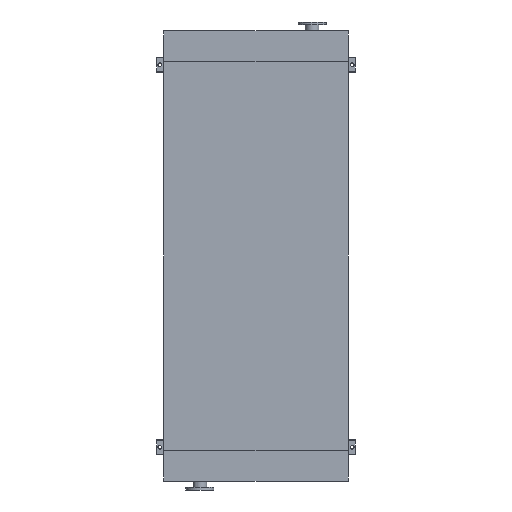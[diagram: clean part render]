
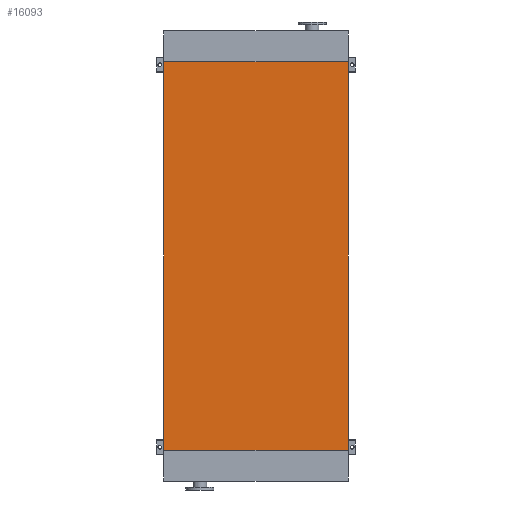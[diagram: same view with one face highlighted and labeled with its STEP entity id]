
A CAD part, front view. The second image highlights one B-rep face of the part: STEP entity #16093.
In plain terms, the highlighted planar face has unit normal (0, -1, 0).
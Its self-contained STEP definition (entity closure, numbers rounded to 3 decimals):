
#540 = EDGE_CURVE ( 'NONE', #2366, #7137, #10911, .T. ) ;
#712 = DIRECTION ( 'NONE',  ( 1., 0., 0. ) ) ;
#743 = DIRECTION ( 'NONE',  ( 0., 0., 1. ) ) ;
#774 = CARTESIAN_POINT ( 'NONE',  ( -725., 0., -3050. ) ) ;
#980 = CARTESIAN_POINT ( 'NONE',  ( -725., 0., 0. ) ) ;
#996 = EDGE_CURVE ( 'NONE', #4897, #7137, #17834, .T. ) ;
#1432 = EDGE_CURVE ( 'NONE', #12053, #2366, #10038, .T. ) ;
#1987 = ORIENTED_EDGE ( 'NONE', *, *, #1432, .T. ) ;
#2365 = CARTESIAN_POINT ( 'NONE',  ( -725., 0., -3050. ) ) ;
#2366 = VERTEX_POINT ( 'NONE', #5526 ) ;
#2523 = DIRECTION ( 'NONE',  ( 1., 0., 0. ) ) ;
#2967 = DIRECTION ( 'NONE',  ( 0., 0., -1. ) ) ;
#3022 = DIRECTION ( 'NONE',  ( 0., -1., 0. ) ) ;
#3199 = CARTESIAN_POINT ( 'NONE',  ( -725., 0., -3050. ) ) ;
#3625 = ORIENTED_EDGE ( 'NONE', *, *, #540, .T. ) ;
#3793 = PLANE ( 'NONE',  #4670 ) ;
#4670 = AXIS2_PLACEMENT_3D ( 'NONE', #3199, #3022, #2967 ) ;
#4712 = CARTESIAN_POINT ( 'NONE',  ( -725., 0., 0. ) ) ;
#4897 = VERTEX_POINT ( 'NONE', #4712 ) ;
#5177 = CARTESIAN_POINT ( 'NONE',  ( 725., 0., 0. ) ) ;
#5526 = CARTESIAN_POINT ( 'NONE',  ( 725., 0., -3050. ) ) ;
#6661 = ORIENTED_EDGE ( 'NONE', *, *, #996, .F. ) ;
#7137 = VERTEX_POINT ( 'NONE', #5177 ) ;
#7774 = DIRECTION ( 'NONE',  ( 0., 0., 1. ) ) ;
#7905 = CARTESIAN_POINT ( 'NONE',  ( 725., 0., -3050. ) ) ;
#9138 = LINE ( 'NONE', #774, #15698 ) ;
#9807 = VECTOR ( 'NONE', #712, 1000. ) ;
#10038 = LINE ( 'NONE', #2365, #17292 ) ;
#10911 = LINE ( 'NONE', #7905, #17650 ) ;
#11027 = EDGE_CURVE ( 'NONE', #12053, #4897, #9138, .T. ) ;
#11703 = FACE_OUTER_BOUND ( 'NONE', #14588, .T. ) ;
#12053 = VERTEX_POINT ( 'NONE', #13419 ) ;
#12077 = ORIENTED_EDGE ( 'NONE', *, *, #11027, .F. ) ;
#13419 = CARTESIAN_POINT ( 'NONE',  ( -725., 0., -3050. ) ) ;
#14588 = EDGE_LOOP ( 'NONE', ( #6661, #12077, #1987, #3625 ) ) ;
#15698 = VECTOR ( 'NONE', #743, 1000. ) ;
#16093 = ADVANCED_FACE ( 'NONE', ( #11703 ), #3793, .T. ) ;
#17292 = VECTOR ( 'NONE', #2523, 1000. ) ;
#17650 = VECTOR ( 'NONE', #7774, 1000. ) ;
#17834 = LINE ( 'NONE', #980, #9807 ) ;
